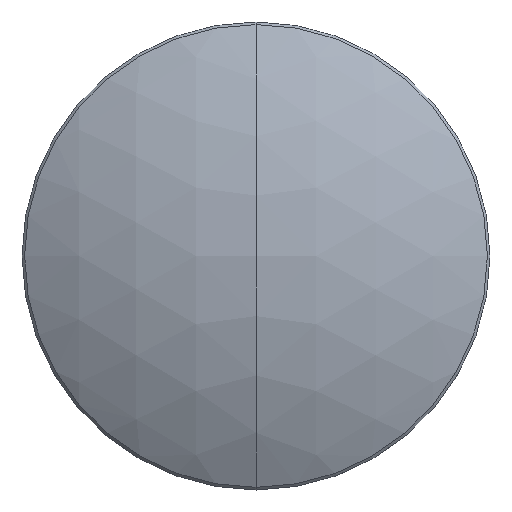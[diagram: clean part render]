
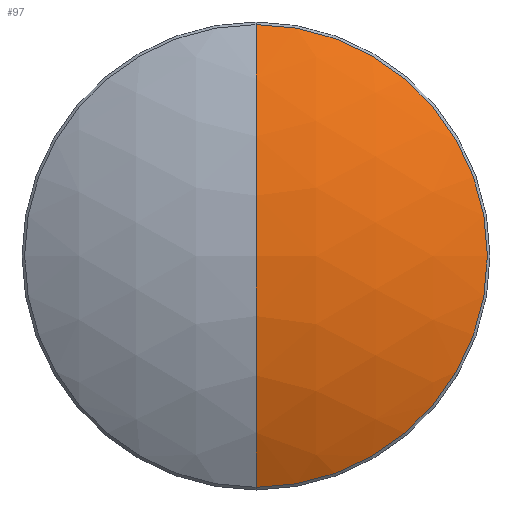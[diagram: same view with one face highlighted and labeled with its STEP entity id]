
A CAD part, top view. The second image highlights one B-rep face of the part: STEP entity #97.
In plain terms, the highlighted spherical face has radius 25.75 mm.
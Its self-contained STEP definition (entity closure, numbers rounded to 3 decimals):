
#10 = DIRECTION ( 'NONE',  ( 0., 1., 0. ) ) ;
#11 = AXIS2_PLACEMENT_3D ( 'NONE', #12, #18, #10 ) ;
#12 = CARTESIAN_POINT ( 'NONE',  ( -17.624, 23.639, -29.84 ) ) ;
#13 = AXIS2_PLACEMENT_3D ( 'NONE', #17, #16, #19 ) ;
#14 = CIRCLE ( 'NONE', #13, 12.559 ) ;
#15 = CIRCLE ( 'NONE', #11, 25.75 ) ;
#16 = DIRECTION ( 'NONE',  ( 0., 0., -1. ) ) ;
#17 = CARTESIAN_POINT ( 'NONE',  ( -17.624, 23.639, -7.36 ) ) ;
#18 = DIRECTION ( 'NONE',  ( 1., 0., 0. ) ) ;
#19 = DIRECTION ( 'NONE',  ( 0., 1., 0. ) ) ;
#92 = EDGE_CURVE ( 'NONE', #93, #109, #257, .T. ) ;
#93 = VERTEX_POINT ( 'NONE', #241 ) ;
#95 = VERTEX_POINT ( 'NONE', #221 ) ;
#96 = ORIENTED_EDGE ( 'NONE', *, *, #113, .F. ) ;
#97 = ADVANCED_FACE ( 'NONE', ( #198 ), #247, .T. ) ;
#106 = ORIENTED_EDGE ( 'NONE', *, *, #111, .T. ) ;
#107 = ORIENTED_EDGE ( 'NONE', *, *, #92, .F. ) ;
#108 = EDGE_LOOP ( 'NONE', ( #107, #106, #96 ) ) ;
#109 = VERTEX_POINT ( 'NONE', #209 ) ;
#111 = EDGE_CURVE ( 'NONE', #93, #95, #15, .T. ) ;
#113 = EDGE_CURVE ( 'NONE', #109, #95, #14, .T. ) ;
#185 = DIRECTION ( 'NONE',  ( 1., 0., 0. ) ) ;
#186 = CARTESIAN_POINT ( 'NONE',  ( -17.624, 23.639, -29.84 ) ) ;
#198 = FACE_OUTER_BOUND ( 'NONE', #108, .T. ) ;
#209 = CARTESIAN_POINT ( 'NONE',  ( -17.624, 36.198, -7.36 ) ) ;
#218 = DIRECTION ( 'NONE',  ( 0., 0., 1. ) ) ;
#219 = DIRECTION ( 'NONE',  ( -1., 0., 0. ) ) ;
#221 = CARTESIAN_POINT ( 'NONE',  ( -17.624, 11.081, -7.36 ) ) ;
#232 = DIRECTION ( 'NONE',  ( 0., 1., 0. ) ) ;
#241 = CARTESIAN_POINT ( 'NONE',  ( -17.624, 23.639, -4.09 ) ) ;
#245 = AXIS2_PLACEMENT_3D ( 'NONE', #265, #219, #218 ) ;
#247 = SPHERICAL_SURFACE ( 'NONE', #264, 25.75 ) ;
#257 = CIRCLE ( 'NONE', #245, 25.75 ) ;
#264 = AXIS2_PLACEMENT_3D ( 'NONE', #186, #185, #232 ) ;
#265 = CARTESIAN_POINT ( 'NONE',  ( -17.624, 23.639, -29.84 ) ) ;
